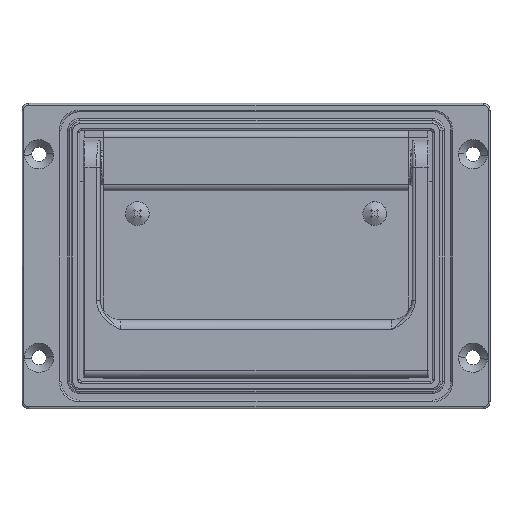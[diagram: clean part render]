
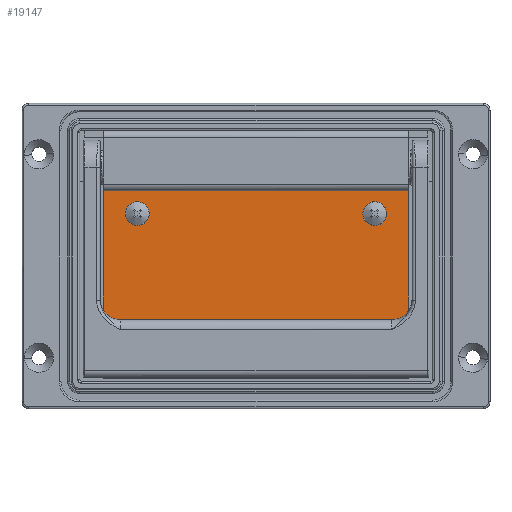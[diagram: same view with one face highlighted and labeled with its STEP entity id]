
A CAD part, front view. The second image highlights one B-rep face of the part: STEP entity #19147.
In plain terms, the highlighted free-form (B-spline) face has degree [1, 1] with [2, 2] control points.
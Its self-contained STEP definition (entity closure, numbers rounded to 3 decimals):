
#18118=CARTESIAN_POINT('',(-4.469,3.0,-53.169));
#18119=VERTEX_POINT('',#18118);
#18125=CARTESIAN_POINT('',(0.0,3.0,-58.2));
#18126=VERTEX_POINT('',#18125);
#18127=CARTESIAN_POINT('',(-4.469,3.,-53.169));
#18128=CARTESIAN_POINT('',(-4.5,3.0,-53.433));
#18129=CARTESIAN_POINT('',(-4.5,3.0,-53.7));
#18130=CARTESIAN_POINT('',(-4.5,3.,-58.2));
#18131=CARTESIAN_POINT('',(0.0,3.0,-58.2));
#18139=(BOUNDED_CURVE()B_SPLINE_CURVE(2,(#18127,#18128,#18129,#18130,#18131),.UNSPECIFIED.,.F.,.U.)B_SPLINE_CURVE_WITH_KNOTS((3,2,3),(0.23,0.25,0.5),.UNSPECIFIED.)CURVE()GEOMETRIC_REPRESENTATION_ITEM()RATIONAL_B_SPLINE_CURVE((0.956,0.976,1.0,0.707,1.0))REPRESENTATION_ITEM(''));
#18140=EDGE_CURVE('',#18119,#18126,#18139,.T.);
#18142=CARTESIAN_POINT('',(4.492,3.0,-53.975));
#18143=VERTEX_POINT('',#18142);
#18144=CARTESIAN_POINT('',(0.0,3.0,-58.2));
#18145=CARTESIAN_POINT('',(4.233,3.,-58.2));
#18146=CARTESIAN_POINT('',(4.492,3.,-53.975));
#18154=(BOUNDED_CURVE()B_SPLINE_CURVE(2,(#18144,#18145,#18146),.UNSPECIFIED.,.F.,.U.)B_SPLINE_CURVE_WITH_KNOTS((3,3),(0.5,0.739),.UNSPECIFIED.)CURVE()GEOMETRIC_REPRESENTATION_ITEM()RATIONAL_B_SPLINE_CURVE((1.0,0.72,0.976))REPRESENTATION_ITEM(''));
#18155=EDGE_CURVE('',#18126,#18143,#18154,.T.);
#18229=CARTESIAN_POINT('',(0.0,3.0,-49.2));
#18230=VERTEX_POINT('',#18229);
#18231=CARTESIAN_POINT('',(4.492,3.0,-53.975));
#18232=CARTESIAN_POINT('',(4.5,3.,-53.837));
#18233=CARTESIAN_POINT('',(4.5,3.0,-53.7));
#18234=CARTESIAN_POINT('',(4.5,3.,-49.2));
#18235=CARTESIAN_POINT('',(0.0,3.0,-49.2));
#18243=(BOUNDED_CURVE()B_SPLINE_CURVE(2,(#18231,#18232,#18233,#18234,#18235),.UNSPECIFIED.,.F.,.U.)B_SPLINE_CURVE_WITH_KNOTS((3,2,3),(0.739,0.75,1.0),.UNSPECIFIED.)CURVE()GEOMETRIC_REPRESENTATION_ITEM()RATIONAL_B_SPLINE_CURVE((0.976,0.988,1.0,0.707,1.0))REPRESENTATION_ITEM(''));
#18244=EDGE_CURVE('',#18143,#18230,#18243,.T.);
#18246=CARTESIAN_POINT('',(0.0,3.0,-49.2));
#18247=CARTESIAN_POINT('',(-3.997,3.0,-49.2));
#18248=CARTESIAN_POINT('',(-4.469,3.0,-53.169));
#18256=(BOUNDED_CURVE()B_SPLINE_CURVE(2,(#18246,#18247,#18248),.UNSPECIFIED.,.F.,.U.)B_SPLINE_CURVE_WITH_KNOTS((3,3),(0.0,0.23),.UNSPECIFIED.)CURVE()GEOMETRIC_REPRESENTATION_ITEM()RATIONAL_B_SPLINE_CURVE((1.0,0.731,0.956))REPRESENTATION_ITEM(''));
#18257=EDGE_CURVE('',#18230,#18119,#18256,.T.);
#18281=CARTESIAN_POINT('',(-36.687,3.0,-13.911));
#18282=VERTEX_POINT('',#18281);
#18283=CARTESIAN_POINT('',(-35.0,3.0,-15.4));
#18284=VERTEX_POINT('',#18283);
#18285=CARTESIAN_POINT('',(-36.687,3.,-13.911));
#18286=CARTESIAN_POINT('',(-36.501,3.0,-15.4));
#18287=CARTESIAN_POINT('',(-35.0,3.0,-15.4));
#18295=(BOUNDED_CURVE()B_SPLINE_CURVE(2,(#18285,#18286,#18287),.UNSPECIFIED.,.F.,.U.)B_SPLINE_CURVE_WITH_KNOTS((3,3),(0.771,1.0),.UNSPECIFIED.)CURVE()GEOMETRIC_REPRESENTATION_ITEM()RATIONAL_B_SPLINE_CURVE((0.954,0.732,1.0))REPRESENTATION_ITEM(''));
#18296=EDGE_CURVE('',#18282,#18284,#18295,.T.);
#18298=CARTESIAN_POINT('',(-33.3,3.0,-13.685));
#18299=VERTEX_POINT('',#18298);
#18300=CARTESIAN_POINT('',(-35.0,3.0,-15.4));
#18301=CARTESIAN_POINT('',(-33.3,3.0,-15.4));
#18302=CARTESIAN_POINT('',(-33.3,3.0,-13.7));
#18303=CARTESIAN_POINT('',(-33.3,3.,-13.693));
#18304=CARTESIAN_POINT('',(-33.3,3.0,-13.685));
#18312=(BOUNDED_CURVE()B_SPLINE_CURVE(2,(#18300,#18301,#18302,#18303,#18304),.UNSPECIFIED.,.F.,.U.)B_SPLINE_CURVE_WITH_KNOTS((3,2,3),(0.0,0.25,0.252),.UNSPECIFIED.)CURVE()GEOMETRIC_REPRESENTATION_ITEM()RATIONAL_B_SPLINE_CURVE((1.0,0.707,1.0,0.998,0.996))REPRESENTATION_ITEM(''));
#18313=EDGE_CURVE('',#18284,#18299,#18312,.T.);
#18384=CARTESIAN_POINT('',(-35.0,3.0,-12.0));
#18385=VERTEX_POINT('',#18384);
#18386=CARTESIAN_POINT('',(-35.0,3.0,-12.0));
#18387=CARTESIAN_POINT('',(-36.7,3.0,-12.0));
#18388=CARTESIAN_POINT('',(-36.7,3.0,-13.7));
#18389=CARTESIAN_POINT('',(-36.7,3.,-13.806));
#18390=CARTESIAN_POINT('',(-36.687,3.,-13.911));
#18398=(BOUNDED_CURVE()B_SPLINE_CURVE(2,(#18386,#18387,#18388,#18389,#18390),.UNSPECIFIED.,.F.,.U.)B_SPLINE_CURVE_WITH_KNOTS((3,2,3),(0.5,0.75,0.771),.UNSPECIFIED.)CURVE()GEOMETRIC_REPRESENTATION_ITEM()RATIONAL_B_SPLINE_CURVE((1.0,0.707,1.0,0.975,0.954))REPRESENTATION_ITEM(''));
#18399=EDGE_CURVE('',#18385,#18282,#18398,.T.);
#18433=CARTESIAN_POINT('',(-33.3,3.,-13.685));
#18434=CARTESIAN_POINT('',(-33.315,3.0,-12.0));
#18435=CARTESIAN_POINT('',(-35.0,3.0,-12.0));
#18443=(BOUNDED_CURVE()B_SPLINE_CURVE(2,(#18433,#18434,#18435),.UNSPECIFIED.,.F.,.U.)B_SPLINE_CURVE_WITH_KNOTS((3,3),(0.252,0.5),.UNSPECIFIED.)CURVE()GEOMETRIC_REPRESENTATION_ITEM()RATIONAL_B_SPLINE_CURVE((0.996,0.709,1.0))REPRESENTATION_ITEM(''));
#18444=EDGE_CURVE('',#18299,#18385,#18443,.T.);
#18467=CARTESIAN_POINT('',(33.313,3.0,-13.911));
#18468=VERTEX_POINT('',#18467);
#18469=CARTESIAN_POINT('',(35.0,3.0,-15.4));
#18470=VERTEX_POINT('',#18469);
#18471=CARTESIAN_POINT('',(33.313,3.,-13.911));
#18472=CARTESIAN_POINT('',(33.499,3.0,-15.4));
#18473=CARTESIAN_POINT('',(35.0,3.0,-15.4));
#18481=(BOUNDED_CURVE()B_SPLINE_CURVE(2,(#18471,#18472,#18473),.UNSPECIFIED.,.F.,.U.)B_SPLINE_CURVE_WITH_KNOTS((3,3),(0.771,1.0),.UNSPECIFIED.)CURVE()GEOMETRIC_REPRESENTATION_ITEM()RATIONAL_B_SPLINE_CURVE((0.954,0.732,1.0))REPRESENTATION_ITEM(''));
#18482=EDGE_CURVE('',#18468,#18470,#18481,.T.);
#18484=CARTESIAN_POINT('',(36.7,3.0,-13.685));
#18485=VERTEX_POINT('',#18484);
#18486=CARTESIAN_POINT('',(35.0,3.0,-15.4));
#18487=CARTESIAN_POINT('',(36.7,3.0,-15.4));
#18488=CARTESIAN_POINT('',(36.7,3.0,-13.7));
#18489=CARTESIAN_POINT('',(36.7,3.,-13.693));
#18490=CARTESIAN_POINT('',(36.7,3.0,-13.685));
#18498=(BOUNDED_CURVE()B_SPLINE_CURVE(2,(#18486,#18487,#18488,#18489,#18490),.UNSPECIFIED.,.F.,.U.)B_SPLINE_CURVE_WITH_KNOTS((3,2,3),(0.0,0.25,0.252),.UNSPECIFIED.)CURVE()GEOMETRIC_REPRESENTATION_ITEM()RATIONAL_B_SPLINE_CURVE((1.0,0.707,1.0,0.998,0.996))REPRESENTATION_ITEM(''));
#18499=EDGE_CURVE('',#18470,#18485,#18498,.T.);
#18570=CARTESIAN_POINT('',(35.0,3.0,-12.0));
#18571=VERTEX_POINT('',#18570);
#18572=CARTESIAN_POINT('',(35.0,3.0,-12.0));
#18573=CARTESIAN_POINT('',(33.3,3.0,-12.0));
#18574=CARTESIAN_POINT('',(33.3,3.0,-13.7));
#18575=CARTESIAN_POINT('',(33.3,3.,-13.806));
#18576=CARTESIAN_POINT('',(33.313,3.,-13.911));
#18584=(BOUNDED_CURVE()B_SPLINE_CURVE(2,(#18572,#18573,#18574,#18575,#18576),.UNSPECIFIED.,.F.,.U.)B_SPLINE_CURVE_WITH_KNOTS((3,2,3),(0.5,0.75,0.771),.UNSPECIFIED.)CURVE()GEOMETRIC_REPRESENTATION_ITEM()RATIONAL_B_SPLINE_CURVE((1.0,0.707,1.0,0.975,0.954))REPRESENTATION_ITEM(''));
#18585=EDGE_CURVE('',#18571,#18468,#18584,.T.);
#18619=CARTESIAN_POINT('',(36.7,3.,-13.685));
#18620=CARTESIAN_POINT('',(36.685,3.0,-12.0));
#18621=CARTESIAN_POINT('',(35.0,3.0,-12.0));
#18629=(BOUNDED_CURVE()B_SPLINE_CURVE(2,(#18619,#18620,#18621),.UNSPECIFIED.,.F.,.U.)B_SPLINE_CURVE_WITH_KNOTS((3,3),(0.252,0.5),.UNSPECIFIED.)CURVE()GEOMETRIC_REPRESENTATION_ITEM()RATIONAL_B_SPLINE_CURVE((0.996,0.709,1.0))REPRESENTATION_ITEM(''));
#18630=EDGE_CURVE('',#18485,#18571,#18629,.T.);
#18976=CARTESIAN_POINT('',(-45.0,3.0,-62.2));
#18977=VERTEX_POINT('',#18976);
#18983=CARTESIAN_POINT('',(-45.0,3.0,-7.0));
#18984=VERTEX_POINT('',#18983);
#18985=CARTESIAN_POINT('',(-45.0,3.0,-62.2));
#18986=CARTESIAN_POINT('',(-45.0,3.0,-7.0));
#18987=QUASI_UNIFORM_CURVE('',1,(#18985,#18986),.UNSPECIFIED.,.F.,.U.);
#18988=EDGE_CURVE('',#18977,#18984,#18987,.T.);
#19044=CARTESIAN_POINT('',(45.0,3.0,-7.0));
#19045=VERTEX_POINT('',#19044);
#19051=CARTESIAN_POINT('',(45.0,3.0,-62.2));
#19052=VERTEX_POINT('',#19051);
#19053=CARTESIAN_POINT('',(45.0,3.0,-62.2));
#19054=CARTESIAN_POINT('',(45.0,3.0,-7.0));
#19055=QUASI_UNIFORM_CURVE('',1,(#19053,#19054),.UNSPECIFIED.,.F.,.U.);
#19056=EDGE_CURVE('',#19052,#19045,#19055,.T.);
#19106=CARTESIAN_POINT('',(45.0,3.0,-7.0));
#19107=CARTESIAN_POINT('',(-45.0,3.0,-7.0));
#19108=QUASI_UNIFORM_CURVE('',1,(#19106,#19107),.UNSPECIFIED.,.F.,.U.);
#19109=EDGE_CURVE('',#19045,#18984,#19108,.T.);
#19114=CARTESIAN_POINT('',(-49.495,3.0,-4.243));
#19115=CARTESIAN_POINT('',(-49.495,3.0,-64.957));
#19116=CARTESIAN_POINT('',(49.496,3.0,-4.243));
#19117=CARTESIAN_POINT('',(49.496,3.0,-64.957));
#19118=B_SPLINE_SURFACE_WITH_KNOTS('',1,1,((#19114,#19116),(#19115,#19117)),.UNSPECIFIED.,.F.,.F.,.U.,(2,2),(2,2),(0.0,60.714),(0.0,98.991),.UNSPECIFIED.);
#19119=ORIENTED_EDGE('',*,*,#18988,.F.);
#19120=CARTESIAN_POINT('',(45.0,3.0,-62.2));
#19121=CARTESIAN_POINT('',(-45.0,3.0,-62.2));
#19122=QUASI_UNIFORM_CURVE('',1,(#19120,#19121),.UNSPECIFIED.,.F.,.U.);
#19123=EDGE_CURVE('',#19052,#18977,#19122,.T.);
#19124=ORIENTED_EDGE('',*,*,#19123,.F.);
#19125=ORIENTED_EDGE('',*,*,#19056,.T.);
#19126=ORIENTED_EDGE('',*,*,#19109,.T.);
#19127=EDGE_LOOP('',(#19119,#19124,#19125,#19126));
#19128=FACE_OUTER_BOUND('',#19127,.T.);
#19129=ORIENTED_EDGE('',*,*,#18499,.F.);
#19130=ORIENTED_EDGE('',*,*,#18482,.F.);
#19131=ORIENTED_EDGE('',*,*,#18585,.F.);
#19132=ORIENTED_EDGE('',*,*,#18630,.F.);
#19133=EDGE_LOOP('',(#19129,#19130,#19131,#19132));
#19134=FACE_BOUND('',#19133,.T.);
#19135=ORIENTED_EDGE('',*,*,#18313,.F.);
#19136=ORIENTED_EDGE('',*,*,#18296,.F.);
#19137=ORIENTED_EDGE('',*,*,#18399,.F.);
#19138=ORIENTED_EDGE('',*,*,#18444,.F.);
#19139=EDGE_LOOP('',(#19135,#19136,#19137,#19138));
#19140=FACE_BOUND('',#19139,.T.);
#19141=ORIENTED_EDGE('',*,*,#18155,.F.);
#19142=ORIENTED_EDGE('',*,*,#18140,.F.);
#19143=ORIENTED_EDGE('',*,*,#18257,.F.);
#19144=ORIENTED_EDGE('',*,*,#18244,.F.);
#19145=EDGE_LOOP('',(#19141,#19142,#19143,#19144));
#19146=FACE_BOUND('',#19145,.T.);
#19147=ADVANCED_FACE('',(#19128,#19134,#19140,#19146),#19118,.T.);
